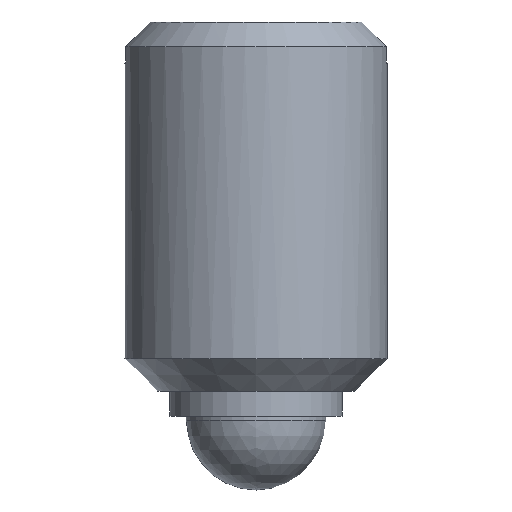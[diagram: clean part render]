
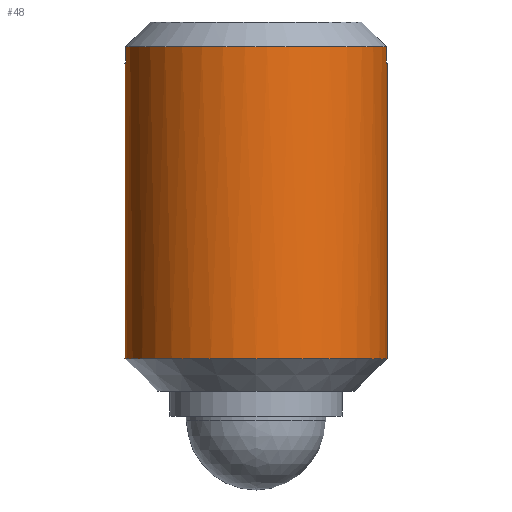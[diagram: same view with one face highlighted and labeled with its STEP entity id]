
A CAD part, left-side view. The second image highlights one B-rep face of the part: STEP entity #48.
In plain terms, the highlighted cylindrical face has radius 8 mm (diameter 16 mm), a full revolution.
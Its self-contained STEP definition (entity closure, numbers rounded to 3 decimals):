
#48 = ADVANCED_FACE( '', ( #100, #101 ), #102, .T. );
#100 = FACE_OUTER_BOUND( '', #155, .T. );
#101 = FACE_OUTER_BOUND( '', #156, .T. );
#102 = CYLINDRICAL_SURFACE( '', #157, 8. );
#155 = EDGE_LOOP( '', ( #220 ) );
#156 = EDGE_LOOP( '', ( #221, #222, #223, #224, #225, #226, #227, #228 ) );
#157 = AXIS2_PLACEMENT_3D( '', #229, #230, #231 );
#220 = ORIENTED_EDGE( '', *, *, #301, .T. );
#221 = ORIENTED_EDGE( '', *, *, #295, .F. );
#222 = ORIENTED_EDGE( '', *, *, #309, .T. );
#223 = ORIENTED_EDGE( '', *, *, #297, .F. );
#224 = ORIENTED_EDGE( '', *, *, #310, .F. );
#225 = ORIENTED_EDGE( '', *, *, #311, .F. );
#226 = ORIENTED_EDGE( '', *, *, #312, .T. );
#227 = ORIENTED_EDGE( '', *, *, #313, .F. );
#228 = ORIENTED_EDGE( '', *, *, #314, .F. );
#229 = CARTESIAN_POINT( '', ( 0., 0., 25.5 ) );
#230 = DIRECTION( '', ( 0., 0., -1. ) );
#231 = DIRECTION( '', ( 1., 0., 0. ) );
#295 = EDGE_CURVE( '', #335, #337, #338, .F. );
#297 = EDGE_CURVE( '', #339, #341, #342, .T. );
#301 = EDGE_CURVE( '', #347, #347, #348, .T. );
#309 = EDGE_CURVE( '', #335, #341, #360, .T. );
#310 = EDGE_CURVE( '', #361, #339, #362, .T. );
#311 = EDGE_CURVE( '', #363, #361, #364, .F. );
#312 = EDGE_CURVE( '', #363, #365, #366, .T. );
#313 = EDGE_CURVE( '', #367, #365, #368, .T. );
#314 = EDGE_CURVE( '', #337, #367, #369, .T. );
#335 = VERTEX_POINT( '', #392 );
#337 = VERTEX_POINT( '', #397 );
#338 = LINE( '', #398, #399 );
#339 = VERTEX_POINT( '', #400 );
#341 = VERTEX_POINT( '', #403 );
#342 = LINE( '', #404, #405 );
#347 = VERTEX_POINT( '', #413 );
#348 = CIRCLE( '', #414, 8. );
#360 = CIRCLE( '', #427, 8. );
#361 = VERTEX_POINT( '', #428 );
#362 = CIRCLE( '', #429, 8. );
#363 = VERTEX_POINT( '', #430 );
#364 = LINE( '', #431, #432 );
#365 = VERTEX_POINT( '', #433 );
#366 = CIRCLE( '', #434, 8. );
#367 = VERTEX_POINT( '', #435 );
#368 = LINE( '', #436, #437 );
#369 = CIRCLE( '', #438, 8. );
#392 = CARTESIAN_POINT( '', ( 1., 7.937, 27. ) );
#397 = CARTESIAN_POINT( '', ( 1., 7.937, 26. ) );
#398 = CARTESIAN_POINT( '', ( 1., 7.937, 25.5 ) );
#399 = VECTOR( '', #464, 1000. );
#400 = CARTESIAN_POINT( '', ( 1., -7.937, 26. ) );
#403 = CARTESIAN_POINT( '', ( 1., -7.937, 27. ) );
#404 = CARTESIAN_POINT( '', ( 1., -7.937, 25.5 ) );
#405 = VECTOR( '', #466, 1000. );
#413 = CARTESIAN_POINT( '', ( 8., 0., 8. ) );
#414 = AXIS2_PLACEMENT_3D( '', #470, #471, #472 );
#427 = AXIS2_PLACEMENT_3D( '', #483, #484, #485 );
#428 = CARTESIAN_POINT( '', ( -1., -7.937, 26. ) );
#429 = AXIS2_PLACEMENT_3D( '', #486, #487, #488 );
#430 = CARTESIAN_POINT( '', ( -1., -7.937, 27. ) );
#431 = CARTESIAN_POINT( '', ( -1., -7.937, 25.5 ) );
#432 = VECTOR( '', #489, 1000. );
#433 = CARTESIAN_POINT( '', ( -1., 7.937, 27. ) );
#434 = AXIS2_PLACEMENT_3D( '', #490, #491, #492 );
#435 = CARTESIAN_POINT( '', ( -1., 7.937, 26. ) );
#436 = CARTESIAN_POINT( '', ( -1., 7.937, 25.5 ) );
#437 = VECTOR( '', #493, 1000. );
#438 = AXIS2_PLACEMENT_3D( '', #494, #495, #496 );
#464 = DIRECTION( '', ( 0., 0., 1. ) );
#466 = DIRECTION( '', ( 0., 0., 1. ) );
#470 = CARTESIAN_POINT( '', ( 0., 0., 8. ) );
#471 = DIRECTION( '', ( 0., 0., 1. ) );
#472 = DIRECTION( '', ( 1., 0., 0. ) );
#483 = CARTESIAN_POINT( '', ( 0., 0., 27. ) );
#484 = DIRECTION( '', ( 0., 0., -1. ) );
#485 = DIRECTION( '', ( -1., 0., 0. ) );
#486 = CARTESIAN_POINT( '', ( 0., 0., 26. ) );
#487 = DIRECTION( '', ( 0., 0., 1. ) );
#488 = DIRECTION( '', ( 1., 0., 0. ) );
#489 = DIRECTION( '', ( 0., 0., 1. ) );
#490 = CARTESIAN_POINT( '', ( 0., 0., 27. ) );
#491 = DIRECTION( '', ( 0., 0., -1. ) );
#492 = DIRECTION( '', ( -1., 0., 0. ) );
#493 = DIRECTION( '', ( 0., 0., 1. ) );
#494 = CARTESIAN_POINT( '', ( 0., 0., 26. ) );
#495 = DIRECTION( '', ( 0., 0., 1. ) );
#496 = DIRECTION( '', ( 1., 0., 0. ) );
